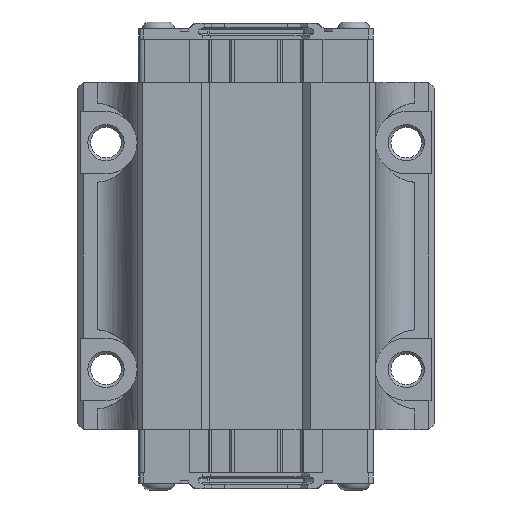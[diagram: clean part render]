
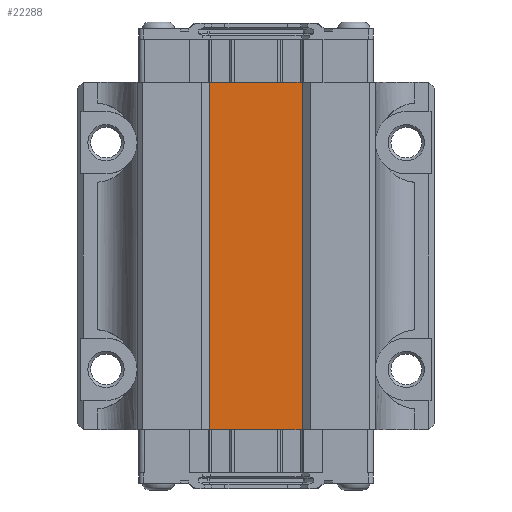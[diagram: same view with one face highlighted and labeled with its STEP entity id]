
A CAD part, front view. The second image highlights one B-rep face of the part: STEP entity #22288.
In plain terms, the highlighted planar face has unit normal (0, -1, 0).
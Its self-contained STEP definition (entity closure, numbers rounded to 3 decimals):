
#817=FACE_OUTER_BOUND('',#2083,.T.);
#2083=EDGE_LOOP('',(#14169,#14170,#14171,#14172,#14173,#14174,#14175,#14176));
#4156=LINE('',#31639,#6474);
#4208=LINE('',#31804,#6526);
#4261=LINE('',#31979,#6579);
#4262=LINE('',#31980,#6580);
#4263=LINE('',#31982,#6581);
#4264=LINE('',#31984,#6582);
#4265=LINE('',#31985,#6583);
#4266=LINE('',#31986,#6584);
#6474=VECTOR('',#25532,16.2);
#6526=VECTOR('',#25648,16.208);
#6579=VECTOR('',#25789,61.3);
#6580=VECTOR('',#25790,0.075);
#6581=VECTOR('',#25791,0.075);
#6582=VECTOR('',#25792,61.3);
#6583=VECTOR('',#25793,0.071);
#6584=VECTOR('',#25794,0.071);
#8804=VERTEX_POINT('',#31604);
#8821=VERTEX_POINT('',#31637);
#8901=VERTEX_POINT('',#31801);
#8902=VERTEX_POINT('',#31803);
#8979=VERTEX_POINT('',#31977);
#8980=VERTEX_POINT('',#31978);
#8981=VERTEX_POINT('',#31981);
#8982=VERTEX_POINT('',#31983);
#10869=EDGE_CURVE('',#8821,#8804,#4156,.T.);
#10949=EDGE_CURVE('',#8902,#8901,#4208,.T.);
#11027=EDGE_CURVE('',#8979,#8980,#4261,.T.);
#11028=EDGE_CURVE('',#8804,#8979,#4262,.T.);
#11029=EDGE_CURVE('',#8981,#8821,#4263,.T.);
#11030=EDGE_CURVE('',#8982,#8981,#4264,.T.);
#11031=EDGE_CURVE('',#8902,#8982,#4265,.T.);
#11032=EDGE_CURVE('',#8980,#8901,#4266,.T.);
#14169=ORIENTED_EDGE('',*,*,#11027,.F.);
#14170=ORIENTED_EDGE('',*,*,#11028,.F.);
#14171=ORIENTED_EDGE('',*,*,#10869,.F.);
#14172=ORIENTED_EDGE('',*,*,#11029,.F.);
#14173=ORIENTED_EDGE('',*,*,#11030,.F.);
#14174=ORIENTED_EDGE('',*,*,#11031,.F.);
#14175=ORIENTED_EDGE('',*,*,#10949,.T.);
#14176=ORIENTED_EDGE('',*,*,#11032,.F.);
#20186=PLANE('',#23639);
#22288=ADVANCED_FACE('',(#817),#20186,.F.);
#23639=AXIS2_PLACEMENT_3D('',#31976,#25787,#25788);
#25532=DIRECTION('',(1.,0.,0.));
#25648=DIRECTION('',(1.,0.,0.));
#25787=DIRECTION('center_axis',(0.,1.,0.));
#25788=DIRECTION('ref_axis',(0.,0.,1.));
#25789=DIRECTION('',(0.,0.,-1.));
#25790=DIRECTION('',(1.,0.,0.));
#25791=DIRECTION('',(1.,0.,0.));
#25792=DIRECTION('',(0.,0.,1.));
#25793=DIRECTION('',(-1.,0.,0.));
#25794=DIRECTION('',(-1.,0.,0.));
#31604=CARTESIAN_POINT('',(8.1,2.897,30.65));
#31637=CARTESIAN_POINT('',(-8.1,2.897,30.65));
#31639=CARTESIAN_POINT('',(0.,2.897,30.65));
#31801=CARTESIAN_POINT('',(8.104,2.897,-30.65));
#31803=CARTESIAN_POINT('',(-8.104,2.897,-30.65));
#31804=CARTESIAN_POINT('',(0.,2.897,-30.65));
#31976=CARTESIAN_POINT('Origin',(8.175,2.897,30.65));
#31977=CARTESIAN_POINT('',(8.175,2.897,30.65));
#31978=CARTESIAN_POINT('',(8.175,2.897,-30.65));
#31979=CARTESIAN_POINT('',(8.175,2.897,30.65));
#31980=CARTESIAN_POINT('',(4.067,2.897,30.65));
#31981=CARTESIAN_POINT('',(-8.175,2.897,30.65));
#31982=CARTESIAN_POINT('',(4.067,2.897,30.65));
#31983=CARTESIAN_POINT('',(-8.175,2.897,-30.65));
#31984=CARTESIAN_POINT('',(-8.175,2.897,30.65));
#31985=CARTESIAN_POINT('',(4.108,2.897,-30.65));
#31986=CARTESIAN_POINT('',(4.108,2.897,-30.65));
